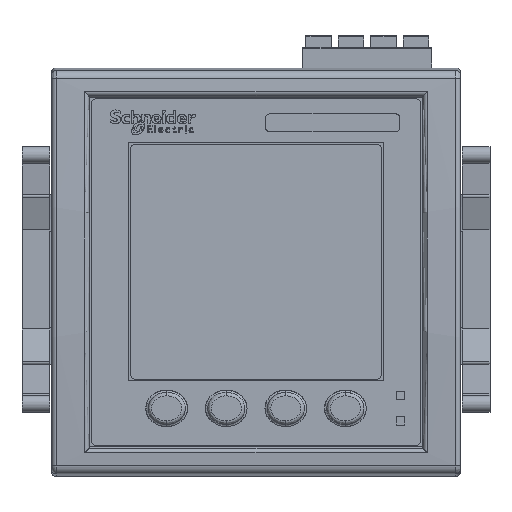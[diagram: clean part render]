
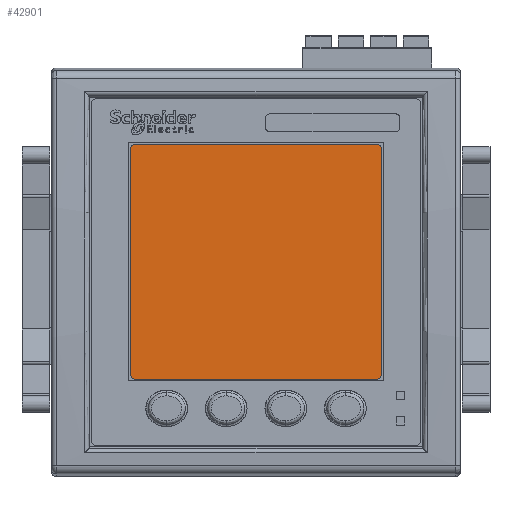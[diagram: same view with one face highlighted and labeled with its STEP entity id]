
A CAD part, top view. The second image highlights one B-rep face of the part: STEP entity #42901.
In plain terms, the highlighted planar face has unit normal (0, 0, 1).
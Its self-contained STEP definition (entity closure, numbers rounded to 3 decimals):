
#4916=DIRECTION('',(1.,0.,0.));
#4917=VECTOR('',#4916,56.8);
#4918=CARTESIAN_POINT('',(26.6,78.1,88.88));
#4919=LINE('',#4918,#4917);
#4932=DIRECTION('',(0.,-1.,0.));
#4933=VECTOR('',#4932,53.25);
#4934=CARTESIAN_POINT('',(84.4,77.1,88.88));
#4935=LINE('',#4934,#4933);
#4948=DIRECTION('',(-1.,0.,0.));
#4949=VECTOR('',#4948,56.8);
#4950=CARTESIAN_POINT('',(83.4,22.85,88.88));
#4951=LINE('',#4950,#4949);
#4964=DIRECTION('',(0.,1.,0.));
#4965=VECTOR('',#4964,53.25);
#4966=CARTESIAN_POINT('',(25.6,23.85,88.88));
#4967=LINE('',#4966,#4965);
#4968=CARTESIAN_POINT('',(26.6,77.1,88.88));
#4969=DIRECTION('',(0.,0.,1.));
#4970=DIRECTION('',(0.,1.,0.));
#4971=AXIS2_PLACEMENT_3D('',#4968,#4969,#4970);
#4973=CARTESIAN_POINT('',(83.4,77.1,88.88));
#4974=DIRECTION('',(0.,0.,1.));
#4975=DIRECTION('',(1.,0.,0.));
#4976=AXIS2_PLACEMENT_3D('',#4973,#4974,#4975);
#4978=CARTESIAN_POINT('',(83.4,23.85,88.88));
#4979=DIRECTION('',(0.,0.,1.));
#4980=DIRECTION('',(0.,-1.,0.));
#4981=AXIS2_PLACEMENT_3D('',#4978,#4979,#4980);
#4983=CARTESIAN_POINT('',(26.6,23.85,88.88));
#4984=DIRECTION('',(0.,0.,1.));
#4985=DIRECTION('',(-1.,0.,0.));
#4986=AXIS2_PLACEMENT_3D('',#4983,#4984,#4985);
#35248=CARTESIAN_POINT('',(26.6,78.1,88.88));
#35249=CARTESIAN_POINT('',(25.6,77.1,88.88));
#35250=VERTEX_POINT('',#35248);
#35251=VERTEX_POINT('',#35249);
#35252=CARTESIAN_POINT('',(83.4,78.1,88.88));
#35253=VERTEX_POINT('',#35252);
#35254=CARTESIAN_POINT('',(84.4,77.1,88.88));
#35255=VERTEX_POINT('',#35254);
#35256=CARTESIAN_POINT('',(84.4,23.85,88.88));
#35257=VERTEX_POINT('',#35256);
#35258=CARTESIAN_POINT('',(83.4,22.85,88.88));
#35259=VERTEX_POINT('',#35258);
#35260=CARTESIAN_POINT('',(26.6,22.85,88.88));
#35261=VERTEX_POINT('',#35260);
#35262=CARTESIAN_POINT('',(25.6,23.85,88.88));
#35263=VERTEX_POINT('',#35262);
#42886=CARTESIAN_POINT('',(55.,50.475,88.88));
#42887=DIRECTION('',(0.,0.,1.));
#42888=DIRECTION('',(1.,0.,0.));
#42889=AXIS2_PLACEMENT_3D('',#42886,#42887,#42888);
#42890=PLANE('',#42889);
#42891=ORIENTED_EDGE('',*,*,#42782,.F.);
#42892=ORIENTED_EDGE('',*,*,#42797,.T.);
#42893=ORIENTED_EDGE('',*,*,#42811,.F.);
#42894=ORIENTED_EDGE('',*,*,#42825,.T.);
#42895=ORIENTED_EDGE('',*,*,#42839,.F.);
#42896=ORIENTED_EDGE('',*,*,#42853,.T.);
#42897=ORIENTED_EDGE('',*,*,#42867,.F.);
#42898=ORIENTED_EDGE('',*,*,#42880,.T.);
#42899=EDGE_LOOP('',(#42891,#42892,#42893,#42894,#42895,#42896,#42897,#42898));
#42900=FACE_OUTER_BOUND('',#42899,.F.);
#42901=ADVANCED_FACE('',(#42900),#42890,.T.);
#4972=CIRCLE('',#4971,1.);
#4977=CIRCLE('',#4976,1.);
#4982=CIRCLE('',#4981,1.);
#4987=CIRCLE('',#4986,1.);
#42782=EDGE_CURVE('',#35250,#35251,#4972,.T.);
#42797=EDGE_CURVE('',#35250,#35253,#4919,.T.);
#42811=EDGE_CURVE('',#35255,#35253,#4977,.T.);
#42825=EDGE_CURVE('',#35255,#35257,#4935,.T.);
#42839=EDGE_CURVE('',#35259,#35257,#4982,.T.);
#42853=EDGE_CURVE('',#35259,#35261,#4951,.T.);
#42867=EDGE_CURVE('',#35263,#35261,#4987,.T.);
#42880=EDGE_CURVE('',#35263,#35251,#4967,.T.);
